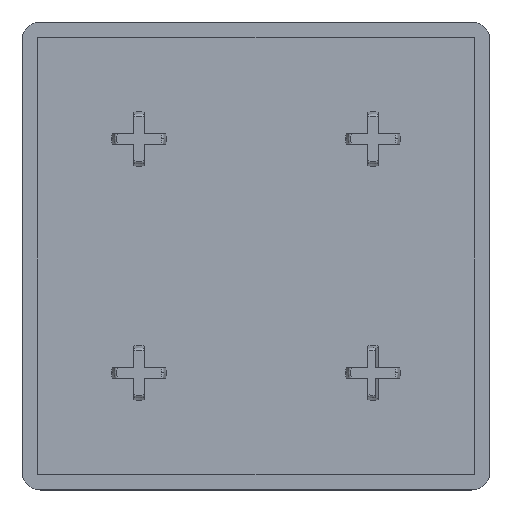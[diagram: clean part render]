
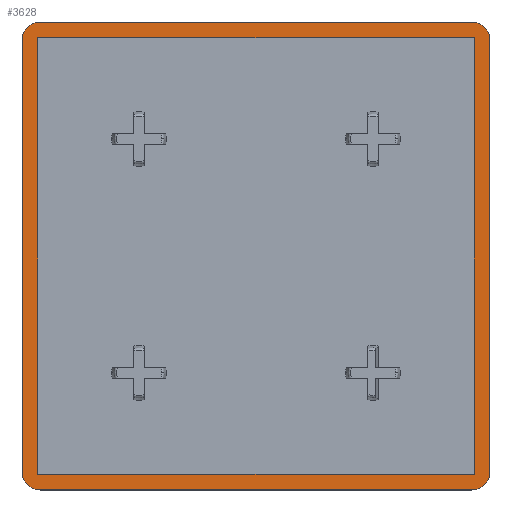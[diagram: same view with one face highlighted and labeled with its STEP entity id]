
A CAD part, top view. The second image highlights one B-rep face of the part: STEP entity #3628.
In plain terms, the highlighted planar face has unit normal (0, 0, 1).
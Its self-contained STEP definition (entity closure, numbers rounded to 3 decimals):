
#31 = CARTESIAN_POINT ( 'NONE',  ( -42., 42., 4. ) ) ;
#32 = ORIENTED_EDGE ( 'NONE', *, *, #2006, .T. ) ;
#59 = DIRECTION ( 'NONE',  ( -1., 0., 0. ) ) ;
#62 = VERTEX_POINT ( 'NONE', #3044 ) ;
#73 = VECTOR ( 'NONE', #2790, 1000. ) ;
#75 = VERTEX_POINT ( 'NONE', #403 ) ;
#92 = ORIENTED_EDGE ( 'NONE', *, *, #2086, .T. ) ;
#147 = CARTESIAN_POINT ( 'NONE',  ( 42., 42., 4. ) ) ;
#201 = EDGE_CURVE ( 'NONE', #285, #4059, #504, .T. ) ;
#214 = AXIS2_PLACEMENT_3D ( 'NONE', #1522, #2162, #827 ) ;
#233 = VECTOR ( 'NONE', #3104, 1000. ) ;
#285 = VERTEX_POINT ( 'NONE', #3303 ) ;
#293 = CARTESIAN_POINT ( 'NONE',  ( -42., 42., 4. ) ) ;
#403 = CARTESIAN_POINT ( 'NONE',  ( -41.5, 45., 4. ) ) ;
#411 = VECTOR ( 'NONE', #2135, 1000. ) ;
#428 = FACE_BOUND ( 'NONE', #1746, .T. ) ;
#504 = LINE ( 'NONE', #840, #411 ) ;
#554 = CARTESIAN_POINT ( 'NONE',  ( -41.5, -41.5, 4. ) ) ;
#692 = EDGE_CURVE ( 'NONE', #3112, #3377, #1575, .T. ) ;
#740 = VERTEX_POINT ( 'NONE', #31 ) ;
#827 = DIRECTION ( 'NONE',  ( 1., 0., 0. ) ) ;
#840 = CARTESIAN_POINT ( 'NONE',  ( -45., 45., 4. ) ) ;
#893 = EDGE_CURVE ( 'NONE', #1794, #3401, #3084, .T. ) ;
#947 = AXIS2_PLACEMENT_3D ( 'NONE', #1361, #3987, #1052 ) ;
#964 = EDGE_CURVE ( 'NONE', #4059, #1013, #2456, .T. ) ;
#1013 = VERTEX_POINT ( 'NONE', #2893 ) ;
#1048 = LINE ( 'NONE', #1485, #73 ) ;
#1052 = DIRECTION ( 'NONE',  ( 1., 0., 0. ) ) ;
#1059 = ORIENTED_EDGE ( 'NONE', *, *, #692, .T. ) ;
#1135 = DIRECTION ( 'NONE',  ( 0., 0., 1. ) ) ;
#1318 = CARTESIAN_POINT ( 'NONE',  ( -42., -42., 4. ) ) ;
#1361 = CARTESIAN_POINT ( 'NONE',  ( 45., -45., 4. ) ) ;
#1454 = CARTESIAN_POINT ( 'NONE',  ( 41.5, 41.5, 4. ) ) ;
#1485 = CARTESIAN_POINT ( 'NONE',  ( -45., -45., 4. ) ) ;
#1522 = CARTESIAN_POINT ( 'NONE',  ( -41.5, 41.5, 4. ) ) ;
#1543 = DIRECTION ( 'NONE',  ( 1., 0., 0. ) ) ;
#1575 = LINE ( 'NONE', #1913, #2416 ) ;
#1596 = DIRECTION ( 'NONE',  ( 0., -1., 0. ) ) ;
#1637 = CARTESIAN_POINT ( 'NONE',  ( 42., 42., 4. ) ) ;
#1668 = ORIENTED_EDGE ( 'NONE', *, *, #201, .T. ) ;
#1746 = EDGE_LOOP ( 'NONE', ( #2852, #2695, #3259, #3311 ) ) ;
#1794 = VERTEX_POINT ( 'NONE', #2619 ) ;
#1803 = ORIENTED_EDGE ( 'NONE', *, *, #2108, .T. ) ;
#1832 = CIRCLE ( 'NONE', #4231, 3.5 ) ;
#1863 = DIRECTION ( 'NONE',  ( 0., 0., 1. ) ) ;
#1901 = CARTESIAN_POINT ( 'NONE',  ( 41.5, 45., 4. ) ) ;
#1908 = VECTOR ( 'NONE', #3742, 1000. ) ;
#1913 = CARTESIAN_POINT ( 'NONE',  ( 45., 45., 4. ) ) ;
#1936 = LINE ( 'NONE', #2325, #3503 ) ;
#1956 = DIRECTION ( 'NONE',  ( 1., 0., 0. ) ) ;
#2003 = LINE ( 'NONE', #1318, #3645 ) ;
#2006 = EDGE_CURVE ( 'NONE', #1013, #62, #1048, .T. ) ;
#2028 = EDGE_CURVE ( 'NONE', #62, #3112, #2255, .T. ) ;
#2086 = EDGE_CURVE ( 'NONE', #2485, #75, #4100, .T. ) ;
#2108 = EDGE_CURVE ( 'NONE', #75, #285, #4118, .T. ) ;
#2135 = DIRECTION ( 'NONE',  ( 0., -1., 0. ) ) ;
#2162 = DIRECTION ( 'NONE',  ( 0., 0., 1. ) ) ;
#2255 = CIRCLE ( 'NONE', #2808, 3.5 ) ;
#2302 = VECTOR ( 'NONE', #1596, 1000. ) ;
#2325 = CARTESIAN_POINT ( 'NONE',  ( -42., 42., 4. ) ) ;
#2354 = EDGE_LOOP ( 'NONE', ( #1668, #3409, #32, #3230, #1059, #2394, #92, #1803 ) ) ;
#2394 = ORIENTED_EDGE ( 'NONE', *, *, #3797, .T. ) ;
#2404 = CARTESIAN_POINT ( 'NONE',  ( -42., -42., 4. ) ) ;
#2415 = CARTESIAN_POINT ( 'NONE',  ( -45., 45., 4. ) ) ;
#2416 = VECTOR ( 'NONE', #2902, 1000. ) ;
#2456 = CIRCLE ( 'NONE', #3213, 3.5 ) ;
#2485 = VERTEX_POINT ( 'NONE', #1901 ) ;
#2562 = EDGE_CURVE ( 'NONE', #3401, #740, #1936, .T. ) ;
#2584 = EDGE_CURVE ( 'NONE', #4120, #1794, #2003, .T. ) ;
#2598 = DIRECTION ( 'NONE',  ( 1., 0., 0. ) ) ;
#2619 = CARTESIAN_POINT ( 'NONE',  ( 42., -42., 4. ) ) ;
#2695 = ORIENTED_EDGE ( 'NONE', *, *, #893, .F. ) ;
#2726 = DIRECTION ( 'NONE',  ( 1., 0., 0. ) ) ;
#2790 = DIRECTION ( 'NONE',  ( 1., 0., 0. ) ) ;
#2808 = AXIS2_PLACEMENT_3D ( 'NONE', #3319, #2996, #2726 ) ;
#2852 = ORIENTED_EDGE ( 'NONE', *, *, #2562, .F. ) ;
#2893 = CARTESIAN_POINT ( 'NONE',  ( -41.5, -45., 4. ) ) ;
#2902 = DIRECTION ( 'NONE',  ( 0., 1., 0. ) ) ;
#2996 = DIRECTION ( 'NONE',  ( 0., 0., 1. ) ) ;
#3023 = FACE_OUTER_BOUND ( 'NONE', #2354, .T. ) ;
#3044 = CARTESIAN_POINT ( 'NONE',  ( 41.5, -45., 4. ) ) ;
#3084 = LINE ( 'NONE', #147, #233 ) ;
#3104 = DIRECTION ( 'NONE',  ( 0., 1., 0. ) ) ;
#3112 = VERTEX_POINT ( 'NONE', #3853 ) ;
#3199 = CARTESIAN_POINT ( 'NONE',  ( 45., 41.5, 4. ) ) ;
#3213 = AXIS2_PLACEMENT_3D ( 'NONE', #554, #1863, #1543 ) ;
#3226 = LINE ( 'NONE', #293, #2302 ) ;
#3230 = ORIENTED_EDGE ( 'NONE', *, *, #2028, .T. ) ;
#3240 = CARTESIAN_POINT ( 'NONE',  ( -45., -41.5, 4. ) ) ;
#3259 = ORIENTED_EDGE ( 'NONE', *, *, #2584, .F. ) ;
#3303 = CARTESIAN_POINT ( 'NONE',  ( -45., 41.5, 4. ) ) ;
#3311 = ORIENTED_EDGE ( 'NONE', *, *, #3894, .F. ) ;
#3319 = CARTESIAN_POINT ( 'NONE',  ( 41.5, -41.5, 4. ) ) ;
#3337 = PLANE ( 'NONE',  #947 ) ;
#3377 = VERTEX_POINT ( 'NONE', #3199 ) ;
#3401 = VERTEX_POINT ( 'NONE', #1637 ) ;
#3409 = ORIENTED_EDGE ( 'NONE', *, *, #964, .T. ) ;
#3503 = VECTOR ( 'NONE', #59, 1000. ) ;
#3628 = ADVANCED_FACE ( 'NONE', ( #428, #3023 ), #3337, .T. ) ;
#3645 = VECTOR ( 'NONE', #1956, 1000. ) ;
#3742 = DIRECTION ( 'NONE',  ( -1., 0., 0. ) ) ;
#3797 = EDGE_CURVE ( 'NONE', #3377, #2485, #1832, .T. ) ;
#3853 = CARTESIAN_POINT ( 'NONE',  ( 45., -41.5, 4. ) ) ;
#3894 = EDGE_CURVE ( 'NONE', #740, #4120, #3226, .T. ) ;
#3987 = DIRECTION ( 'NONE',  ( 0., 0., 1. ) ) ;
#4059 = VERTEX_POINT ( 'NONE', #3240 ) ;
#4100 = LINE ( 'NONE', #2415, #1908 ) ;
#4118 = CIRCLE ( 'NONE', #214, 3.5 ) ;
#4120 = VERTEX_POINT ( 'NONE', #2404 ) ;
#4231 = AXIS2_PLACEMENT_3D ( 'NONE', #1454, #1135, #2598 ) ;
